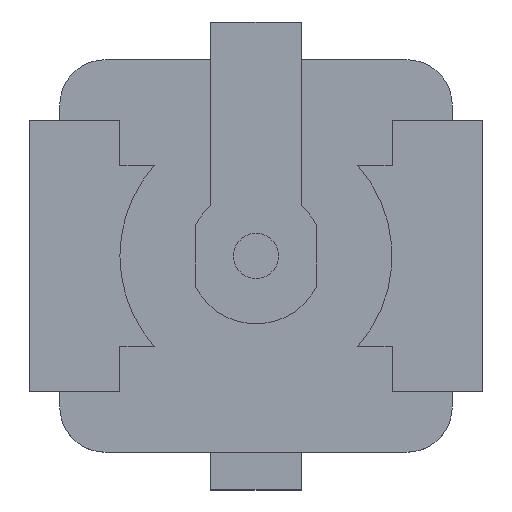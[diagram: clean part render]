
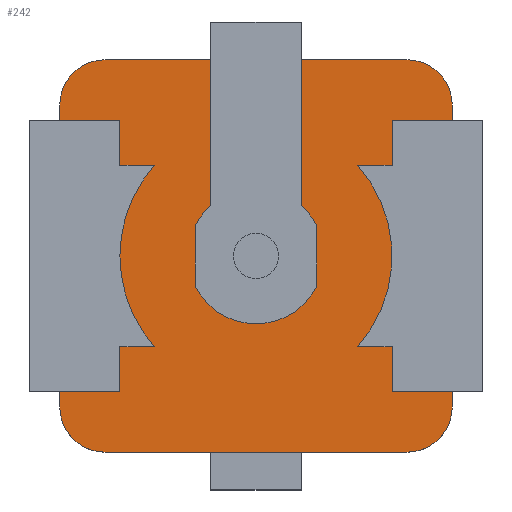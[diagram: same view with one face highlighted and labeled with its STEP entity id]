
A CAD part, top view. The second image highlights one B-rep face of the part: STEP entity #242.
In plain terms, the highlighted planar face has unit normal (0, 0, 1).
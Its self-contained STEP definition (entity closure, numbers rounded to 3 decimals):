
#64 = VERTEX_POINT('',#65);
#65 = CARTESIAN_POINT('',(0.902,-0.9,0.));
#87 = VERTEX_POINT('',#88);
#88 = CARTESIAN_POINT('',(1.3,-0.9,0.));
#94 = EDGE_CURVE('',#64,#87,#95,.T.);
#95 = LINE('',#96,#97);
#96 = CARTESIAN_POINT('',(1.25,-0.9,0.));
#97 = VECTOR('',#98,1.);
#98 = DIRECTION('',(1.,0.,0.));
#142 = VERTEX_POINT('',#143);
#143 = CARTESIAN_POINT('',(0.902,0.9,0.));
#149 = EDGE_CURVE('',#150,#142,#152,.T.);
#150 = VERTEX_POINT('',#151);
#151 = CARTESIAN_POINT('',(1.3,0.9,0.));
#152 = LINE('',#153,#154);
#153 = CARTESIAN_POINT('',(1.25,0.9,0.));
#154 = VECTOR('',#155,1.);
#155 = DIRECTION('',(-1.,0.,-0.));
#223 = VERTEX_POINT('',#224);
#224 = CARTESIAN_POINT('',(0.902,-0.6,0.));
#232 = EDGE_CURVE('',#223,#64,#233,.T.);
#233 = LINE('',#234,#235);
#234 = CARTESIAN_POINT('',(0.902,0.05,0.));
#235 = VECTOR('',#236,1.);
#236 = DIRECTION('',(0.,-1.,0.));
#242 = ADVANCED_FACE('',(#243),#494,.F.);
#243 = FACE_BOUND('',#244,.F.);
#244 = EDGE_LOOP('',(#245,#256,#262,#263,#271,#279,#288,#294,#295,#296,
    #304,#313,#321,#330,#338,#346,#354,#362,#371,#380,#388,#396,#404,
    #412,#421,#429,#437,#446,#454,#463,#471,#480,#488));
#245 = ORIENTED_EDGE('',*,*,#246,.F.);
#246 = EDGE_CURVE('',#247,#249,#251,.T.);
#247 = VERTEX_POINT('',#248);
#248 = CARTESIAN_POINT('',(1.3,1.,0.));
#249 = VERTEX_POINT('',#250);
#250 = CARTESIAN_POINT('',(1.,1.3,0.));
#251 = CIRCLE('',#252,0.3);
#252 = AXIS2_PLACEMENT_3D('',#253,#254,#255);
#253 = CARTESIAN_POINT('',(1.,1.,0.));
#254 = DIRECTION('',(0.,0.,1.));
#255 = DIRECTION('',(-1.,0.,0.));
#256 = ORIENTED_EDGE('',*,*,#257,.F.);
#257 = EDGE_CURVE('',#150,#247,#258,.T.);
#258 = LINE('',#259,#260);
#259 = CARTESIAN_POINT('',(1.3,1.,0.));
#260 = VECTOR('',#261,1.);
#261 = DIRECTION('',(0.,1.,0.));
#262 = ORIENTED_EDGE('',*,*,#149,.T.);
#263 = ORIENTED_EDGE('',*,*,#264,.T.);
#264 = EDGE_CURVE('',#142,#265,#267,.T.);
#265 = VERTEX_POINT('',#266);
#266 = CARTESIAN_POINT('',(0.902,0.6,0.));
#267 = LINE('',#268,#269);
#268 = CARTESIAN_POINT('',(0.902,0.95,0.));
#269 = VECTOR('',#270,1.);
#270 = DIRECTION('',(0.,-1.,0.));
#271 = ORIENTED_EDGE('',*,*,#272,.T.);
#272 = EDGE_CURVE('',#265,#273,#275,.T.);
#273 = VERTEX_POINT('',#274);
#274 = CARTESIAN_POINT('',(0.673,0.6,0.));
#275 = LINE('',#276,#277);
#276 = CARTESIAN_POINT('',(0.837,0.6,0.));
#277 = VECTOR('',#278,1.);
#278 = DIRECTION('',(-1.,-0.,-0.));
#279 = ORIENTED_EDGE('',*,*,#280,.T.);
#280 = EDGE_CURVE('',#273,#281,#283,.T.);
#281 = VERTEX_POINT('',#282);
#282 = CARTESIAN_POINT('',(0.673,-0.6,0.));
#283 = CIRCLE('',#284,0.902);
#284 = AXIS2_PLACEMENT_3D('',#285,#286,#287);
#285 = CARTESIAN_POINT('',(0.,0.,0.));
#286 = DIRECTION('',(0.,0.,-1.));
#287 = DIRECTION('',(-1.,0.,0.));
#288 = ORIENTED_EDGE('',*,*,#289,.T.);
#289 = EDGE_CURVE('',#281,#223,#290,.T.);
#290 = LINE('',#291,#292);
#291 = CARTESIAN_POINT('',(0.837,-0.6,0.));
#292 = VECTOR('',#293,1.);
#293 = DIRECTION('',(1.,0.,0.));
#294 = ORIENTED_EDGE('',*,*,#232,.T.);
#295 = ORIENTED_EDGE('',*,*,#94,.T.);
#296 = ORIENTED_EDGE('',*,*,#297,.F.);
#297 = EDGE_CURVE('',#298,#87,#300,.T.);
#298 = VERTEX_POINT('',#299);
#299 = CARTESIAN_POINT('',(1.3,-1.,0.));
#300 = LINE('',#301,#302);
#301 = CARTESIAN_POINT('',(1.3,1.,0.));
#302 = VECTOR('',#303,1.);
#303 = DIRECTION('',(0.,1.,0.));
#304 = ORIENTED_EDGE('',*,*,#305,.F.);
#305 = EDGE_CURVE('',#306,#298,#308,.T.);
#306 = VERTEX_POINT('',#307);
#307 = CARTESIAN_POINT('',(1.,-1.3,0.));
#308 = CIRCLE('',#309,0.3);
#309 = AXIS2_PLACEMENT_3D('',#310,#311,#312);
#310 = CARTESIAN_POINT('',(1.,-1.,0.));
#311 = DIRECTION('',(0.,0.,1.));
#312 = DIRECTION('',(1.,0.,0.));
#313 = ORIENTED_EDGE('',*,*,#314,.F.);
#314 = EDGE_CURVE('',#315,#306,#317,.T.);
#315 = VERTEX_POINT('',#316);
#316 = CARTESIAN_POINT('',(-1.,-1.3,0.));
#317 = LINE('',#318,#319);
#318 = CARTESIAN_POINT('',(1.,-1.3,0.));
#319 = VECTOR('',#320,1.);
#320 = DIRECTION('',(1.,0.,0.));
#321 = ORIENTED_EDGE('',*,*,#322,.F.);
#322 = EDGE_CURVE('',#323,#315,#325,.T.);
#323 = VERTEX_POINT('',#324);
#324 = CARTESIAN_POINT('',(-1.3,-1.,0.));
#325 = CIRCLE('',#326,0.3);
#326 = AXIS2_PLACEMENT_3D('',#327,#328,#329);
#327 = CARTESIAN_POINT('',(-1.,-1.,0.));
#328 = DIRECTION('',(0.,0.,1.));
#329 = DIRECTION('',(1.,0.,0.));
#330 = ORIENTED_EDGE('',*,*,#331,.F.);
#331 = EDGE_CURVE('',#332,#323,#334,.T.);
#332 = VERTEX_POINT('',#333);
#333 = CARTESIAN_POINT('',(-1.3,-0.9,0.));
#334 = LINE('',#335,#336);
#335 = CARTESIAN_POINT('',(-1.3,1.,0.));
#336 = VECTOR('',#337,1.);
#337 = DIRECTION('',(0.,-1.,0.));
#338 = ORIENTED_EDGE('',*,*,#339,.T.);
#339 = EDGE_CURVE('',#332,#340,#342,.T.);
#340 = VERTEX_POINT('',#341);
#341 = CARTESIAN_POINT('',(-0.902,-0.9,0.));
#342 = LINE('',#343,#344);
#343 = CARTESIAN_POINT('',(0.049,-0.9,0.));
#344 = VECTOR('',#345,1.);
#345 = DIRECTION('',(1.,0.,0.));
#346 = ORIENTED_EDGE('',*,*,#347,.T.);
#347 = EDGE_CURVE('',#340,#348,#350,.T.);
#348 = VERTEX_POINT('',#349);
#349 = CARTESIAN_POINT('',(-0.902,-0.6,0.));
#350 = LINE('',#351,#352);
#351 = CARTESIAN_POINT('',(-0.902,0.2,0.));
#352 = VECTOR('',#353,1.);
#353 = DIRECTION('',(0.,1.,0.));
#354 = ORIENTED_EDGE('',*,*,#355,.T.);
#355 = EDGE_CURVE('',#348,#356,#358,.T.);
#356 = VERTEX_POINT('',#357);
#357 = CARTESIAN_POINT('',(-0.673,-0.6,0.));
#358 = LINE('',#359,#360);
#359 = CARTESIAN_POINT('',(0.163,-0.6,0.));
#360 = VECTOR('',#361,1.);
#361 = DIRECTION('',(1.,0.,0.));
#362 = ORIENTED_EDGE('',*,*,#363,.T.);
#363 = EDGE_CURVE('',#356,#364,#366,.T.);
#364 = VERTEX_POINT('',#365);
#365 = CARTESIAN_POINT('',(-0.902,0.,0.));
#366 = CIRCLE('',#367,0.902);
#367 = AXIS2_PLACEMENT_3D('',#368,#369,#370);
#368 = CARTESIAN_POINT('',(0.,0.,0.));
#369 = DIRECTION('',(0.,0.,-1.));
#370 = DIRECTION('',(-1.,0.,0.));
#371 = ORIENTED_EDGE('',*,*,#372,.T.);
#372 = EDGE_CURVE('',#364,#373,#375,.T.);
#373 = VERTEX_POINT('',#374);
#374 = CARTESIAN_POINT('',(-0.673,0.6,0.));
#375 = CIRCLE('',#376,0.902);
#376 = AXIS2_PLACEMENT_3D('',#377,#378,#379);
#377 = CARTESIAN_POINT('',(0.,0.,0.));
#378 = DIRECTION('',(0.,0.,-1.));
#379 = DIRECTION('',(-1.,0.,0.));
#380 = ORIENTED_EDGE('',*,*,#381,.T.);
#381 = EDGE_CURVE('',#373,#382,#384,.T.);
#382 = VERTEX_POINT('',#383);
#383 = CARTESIAN_POINT('',(-0.902,0.6,0.));
#384 = LINE('',#385,#386);
#385 = CARTESIAN_POINT('',(0.163,0.6,0.));
#386 = VECTOR('',#387,1.);
#387 = DIRECTION('',(-1.,-0.,-0.));
#388 = ORIENTED_EDGE('',*,*,#389,.T.);
#389 = EDGE_CURVE('',#382,#390,#392,.T.);
#390 = VERTEX_POINT('',#391);
#391 = CARTESIAN_POINT('',(-0.902,0.9,0.));
#392 = LINE('',#393,#394);
#393 = CARTESIAN_POINT('',(-0.902,0.95,0.));
#394 = VECTOR('',#395,1.);
#395 = DIRECTION('',(0.,1.,0.));
#396 = ORIENTED_EDGE('',*,*,#397,.T.);
#397 = EDGE_CURVE('',#390,#398,#400,.T.);
#398 = VERTEX_POINT('',#399);
#399 = CARTESIAN_POINT('',(-1.3,0.9,0.));
#400 = LINE('',#401,#402);
#401 = CARTESIAN_POINT('',(-0.25,0.9,0.));
#402 = VECTOR('',#403,1.);
#403 = DIRECTION('',(-1.,-0.,-0.));
#404 = ORIENTED_EDGE('',*,*,#405,.F.);
#405 = EDGE_CURVE('',#406,#398,#408,.T.);
#406 = VERTEX_POINT('',#407);
#407 = CARTESIAN_POINT('',(-1.3,1.,0.));
#408 = LINE('',#409,#410);
#409 = CARTESIAN_POINT('',(-1.3,1.,0.));
#410 = VECTOR('',#411,1.);
#411 = DIRECTION('',(0.,-1.,0.));
#412 = ORIENTED_EDGE('',*,*,#413,.F.);
#413 = EDGE_CURVE('',#414,#406,#416,.T.);
#414 = VERTEX_POINT('',#415);
#415 = CARTESIAN_POINT('',(-1.,1.3,0.));
#416 = CIRCLE('',#417,0.3);
#417 = AXIS2_PLACEMENT_3D('',#418,#419,#420);
#418 = CARTESIAN_POINT('',(-1.,1.,0.));
#419 = DIRECTION('',(0.,0.,1.));
#420 = DIRECTION('',(-1.,0.,0.));
#421 = ORIENTED_EDGE('',*,*,#422,.F.);
#422 = EDGE_CURVE('',#423,#414,#425,.T.);
#423 = VERTEX_POINT('',#424);
#424 = CARTESIAN_POINT('',(-0.3,1.3,0.));
#425 = LINE('',#426,#427);
#426 = CARTESIAN_POINT('',(1.,1.3,0.));
#427 = VECTOR('',#428,1.);
#428 = DIRECTION('',(-1.,0.,0.));
#429 = ORIENTED_EDGE('',*,*,#430,.T.);
#430 = EDGE_CURVE('',#423,#431,#433,.T.);
#431 = VERTEX_POINT('',#432);
#432 = CARTESIAN_POINT('',(-0.3,0.335,0.));
#433 = LINE('',#434,#435);
#434 = CARTESIAN_POINT('',(-0.3,1.275,0.));
#435 = VECTOR('',#436,1.);
#436 = DIRECTION('',(0.,-1.,0.));
#437 = ORIENTED_EDGE('',*,*,#438,.F.);
#438 = EDGE_CURVE('',#439,#431,#441,.T.);
#439 = VERTEX_POINT('',#440);
#440 = CARTESIAN_POINT('',(-0.403,0.2,0.));
#441 = CIRCLE('',#442,0.45);
#442 = AXIS2_PLACEMENT_3D('',#443,#444,#445);
#443 = CARTESIAN_POINT('',(0.,0.,0.));
#444 = DIRECTION('',(0.,0.,-1.));
#445 = DIRECTION('',(-1.,0.,0.));
#446 = ORIENTED_EDGE('',*,*,#447,.T.);
#447 = EDGE_CURVE('',#439,#448,#450,.T.);
#448 = VERTEX_POINT('',#449);
#449 = CARTESIAN_POINT('',(-0.403,-0.2,0.));
#450 = LINE('',#451,#452);
#451 = CARTESIAN_POINT('',(-0.403,0.6,0.));
#452 = VECTOR('',#453,1.);
#453 = DIRECTION('',(0.,-1.,-0.));
#454 = ORIENTED_EDGE('',*,*,#455,.F.);
#455 = EDGE_CURVE('',#456,#448,#458,.T.);
#456 = VERTEX_POINT('',#457);
#457 = CARTESIAN_POINT('',(0.403,-0.2,0.));
#458 = CIRCLE('',#459,0.45);
#459 = AXIS2_PLACEMENT_3D('',#460,#461,#462);
#460 = CARTESIAN_POINT('',(0.,0.,0.));
#461 = DIRECTION('',(0.,0.,-1.));
#462 = DIRECTION('',(-1.,0.,0.));
#463 = ORIENTED_EDGE('',*,*,#464,.T.);
#464 = EDGE_CURVE('',#456,#465,#467,.T.);
#465 = VERTEX_POINT('',#466);
#466 = CARTESIAN_POINT('',(0.403,0.2,0.));
#467 = LINE('',#468,#469);
#468 = CARTESIAN_POINT('',(0.403,0.6,0.));
#469 = VECTOR('',#470,1.);
#470 = DIRECTION('',(0.,1.,0.));
#471 = ORIENTED_EDGE('',*,*,#472,.F.);
#472 = EDGE_CURVE('',#473,#465,#475,.T.);
#473 = VERTEX_POINT('',#474);
#474 = CARTESIAN_POINT('',(0.3,0.335,0.));
#475 = CIRCLE('',#476,0.45);
#476 = AXIS2_PLACEMENT_3D('',#477,#478,#479);
#477 = CARTESIAN_POINT('',(0.,0.,0.));
#478 = DIRECTION('',(0.,0.,-1.));
#479 = DIRECTION('',(-1.,0.,0.));
#480 = ORIENTED_EDGE('',*,*,#481,.T.);
#481 = EDGE_CURVE('',#473,#482,#484,.T.);
#482 = VERTEX_POINT('',#483);
#483 = CARTESIAN_POINT('',(0.3,1.3,0.));
#484 = LINE('',#485,#486);
#485 = CARTESIAN_POINT('',(0.3,1.275,0.));
#486 = VECTOR('',#487,1.);
#487 = DIRECTION('',(0.,1.,0.));
#488 = ORIENTED_EDGE('',*,*,#489,.F.);
#489 = EDGE_CURVE('',#249,#482,#490,.T.);
#490 = LINE('',#491,#492);
#491 = CARTESIAN_POINT('',(1.,1.3,0.));
#492 = VECTOR('',#493,1.);
#493 = DIRECTION('',(-1.,0.,0.));
#494 = PLANE('',#495);
#495 = AXIS2_PLACEMENT_3D('',#496,#497,#498);
#496 = CARTESIAN_POINT('',(1.,1.,0.));
#497 = DIRECTION('',(0.,0.,-1.));
#498 = DIRECTION('',(-1.,0.,0.));
